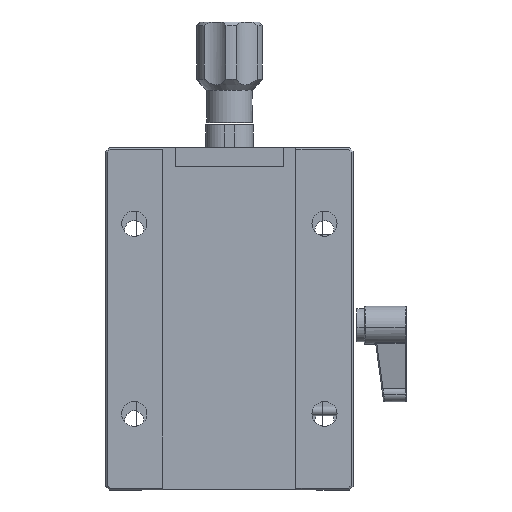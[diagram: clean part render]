
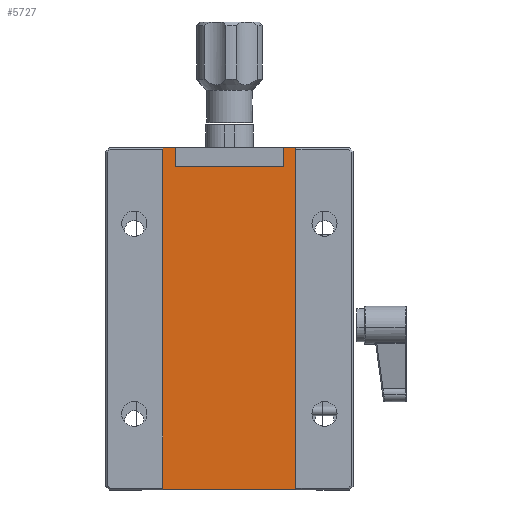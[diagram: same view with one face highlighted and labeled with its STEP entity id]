
A CAD part, front view. The second image highlights one B-rep face of the part: STEP entity #5727.
In plain terms, the highlighted planar face has unit normal (0, -1, 0).
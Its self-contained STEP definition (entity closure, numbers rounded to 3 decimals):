
#97 = ORIENTED_EDGE ( 'NONE', *, *, #4230, .T. ) ;
#847 = LINE ( 'NONE', #7250, #6042 ) ;
#853 = EDGE_CURVE ( 'NONE', #4109, #2657, #12082, .T. ) ;
#1091 = DIRECTION ( 'NONE',  ( -1., 0., 0. ) ) ;
#1094 = ORIENTED_EDGE ( 'NONE', *, *, #11237, .F. ) ;
#1183 = CARTESIAN_POINT ( 'NONE',  ( -165.988, -2.15, 105.5 ) ) ;
#1426 = ORIENTED_EDGE ( 'NONE', *, *, #853, .T. ) ;
#1525 = PLANE ( 'NONE',  #8220 ) ;
#1825 = VECTOR ( 'NONE', #6945, 1000. ) ;
#1944 = VERTEX_POINT ( 'NONE', #5783 ) ;
#1983 = VERTEX_POINT ( 'NONE', #9210 ) ;
#2173 = VECTOR ( 'NONE', #8715, 1000. ) ;
#2378 = LINE ( 'NONE', #9119, #2526 ) ;
#2493 = LINE ( 'NONE', #2616, #2173 ) ;
#2526 = VECTOR ( 'NONE', #10106, 1000. ) ;
#2566 = CARTESIAN_POINT ( 'NONE',  ( -162.738, -2.15, 100.5 ) ) ;
#2616 = CARTESIAN_POINT ( 'NONE',  ( -134.238, -2.15, 100.5 ) ) ;
#2618 = DIRECTION ( 'NONE',  ( 0., -1., 0. ) ) ;
#2657 = VERTEX_POINT ( 'NONE', #5132 ) ;
#2696 = LINE ( 'NONE', #1183, #5773 ) ;
#2792 = EDGE_CURVE ( 'NONE', #11124, #4109, #847, .T. ) ;
#3021 = VECTOR ( 'NONE', #8759, 1000. ) ;
#3317 = ORIENTED_EDGE ( 'NONE', *, *, #2792, .T. ) ;
#4108 = EDGE_CURVE ( 'NONE', #1983, #6170, #2493, .T. ) ;
#4109 = VERTEX_POINT ( 'NONE', #6719 ) ;
#4230 = EDGE_CURVE ( 'NONE', #2657, #6676, #7816, .T. ) ;
#4262 = DIRECTION ( 'NONE',  ( 0., 0., -1. ) ) ;
#4379 = CARTESIAN_POINT ( 'NONE',  ( -165.988, -2.15, 105.5 ) ) ;
#4482 = CARTESIAN_POINT ( 'NONE',  ( -134.238, -2.15, 105.5 ) ) ;
#5083 = VECTOR ( 'NONE', #8940, 1000. ) ;
#5132 = CARTESIAN_POINT ( 'NONE',  ( -130.988, -2.15, 15.5 ) ) ;
#5136 = LINE ( 'NONE', #9708, #3021 ) ;
#5514 = DIRECTION ( 'NONE',  ( 0., 0., -1. ) ) ;
#5727 = ADVANCED_FACE ( 'NONE', ( #9219 ), #1525, .T. ) ;
#5773 = VECTOR ( 'NONE', #1091, 1000. ) ;
#5783 = CARTESIAN_POINT ( 'NONE',  ( -162.738, -2.15, 100.5 ) ) ;
#5868 = EDGE_LOOP ( 'NONE', ( #8485, #7701, #3317, #1426, #97, #13012, #7168, #1094 ) ) ;
#6042 = VECTOR ( 'NONE', #4262, 1000. ) ;
#6170 = VERTEX_POINT ( 'NONE', #4482 ) ;
#6583 = CARTESIAN_POINT ( 'NONE',  ( -148.488, -2.15, 60.5 ) ) ;
#6676 = VERTEX_POINT ( 'NONE', #10969 ) ;
#6713 = DIRECTION ( 'NONE',  ( 1., 0., 0. ) ) ;
#6719 = CARTESIAN_POINT ( 'NONE',  ( -165.988, -2.15, 15.5 ) ) ;
#6945 = DIRECTION ( 'NONE',  ( 0., 0., 1. ) ) ;
#7168 = ORIENTED_EDGE ( 'NONE', *, *, #4108, .F. ) ;
#7250 = CARTESIAN_POINT ( 'NONE',  ( -165.988, -2.15, 90.5 ) ) ;
#7701 = ORIENTED_EDGE ( 'NONE', *, *, #12011, .T. ) ;
#7816 = LINE ( 'NONE', #13127, #1825 ) ;
#8220 = AXIS2_PLACEMENT_3D ( 'NONE', #6583, #2618, #5514 ) ;
#8337 = EDGE_CURVE ( 'NONE', #6676, #6170, #2696, .T. ) ;
#8485 = ORIENTED_EDGE ( 'NONE', *, *, #12972, .T. ) ;
#8686 = VECTOR ( 'NONE', #6713, 1000. ) ;
#8715 = DIRECTION ( 'NONE',  ( 0., 0., 1. ) ) ;
#8759 = DIRECTION ( 'NONE',  ( 1., 0., 0. ) ) ;
#8940 = DIRECTION ( 'NONE',  ( 0., 0., 1. ) ) ;
#9119 = CARTESIAN_POINT ( 'NONE',  ( -165.988, -2.15, 105.5 ) ) ;
#9210 = CARTESIAN_POINT ( 'NONE',  ( -134.238, -2.15, 100.5 ) ) ;
#9219 = FACE_OUTER_BOUND ( 'NONE', #5868, .T. ) ;
#9441 = LINE ( 'NONE', #2566, #5083 ) ;
#9708 = CARTESIAN_POINT ( 'NONE',  ( -134.238, -2.15, 100.5 ) ) ;
#10106 = DIRECTION ( 'NONE',  ( -1., 0., 0. ) ) ;
#10962 = VERTEX_POINT ( 'NONE', #13283 ) ;
#10969 = CARTESIAN_POINT ( 'NONE',  ( -130.988, -2.15, 105.5 ) ) ;
#11124 = VERTEX_POINT ( 'NONE', #4379 ) ;
#11237 = EDGE_CURVE ( 'NONE', #1944, #1983, #5136, .T. ) ;
#12011 = EDGE_CURVE ( 'NONE', #10962, #11124, #2378, .T. ) ;
#12082 = LINE ( 'NONE', #12890, #8686 ) ;
#12890 = CARTESIAN_POINT ( 'NONE',  ( -165.988, -2.15, 15.5 ) ) ;
#12972 = EDGE_CURVE ( 'NONE', #1944, #10962, #9441, .T. ) ;
#13012 = ORIENTED_EDGE ( 'NONE', *, *, #8337, .T. ) ;
#13127 = CARTESIAN_POINT ( 'NONE',  ( -130.988, -2.15, 90.5 ) ) ;
#13283 = CARTESIAN_POINT ( 'NONE',  ( -162.738, -2.15, 105.5 ) ) ;
